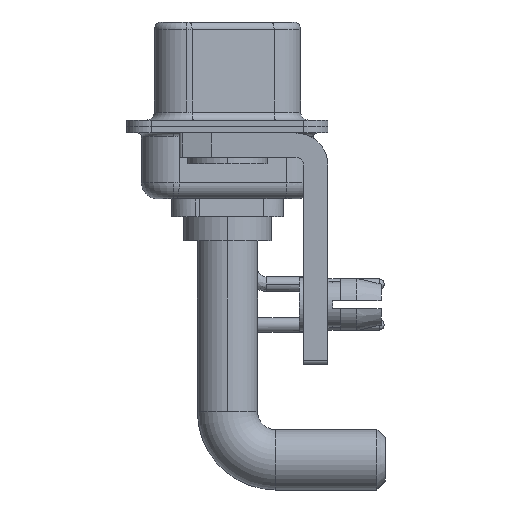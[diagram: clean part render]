
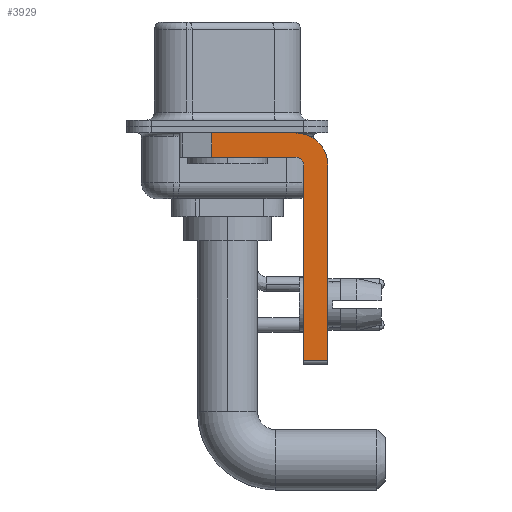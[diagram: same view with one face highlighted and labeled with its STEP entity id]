
A CAD part, left-side view. The second image highlights one B-rep face of the part: STEP entity #3929.
In plain terms, the highlighted planar face has unit normal (-1, 0, 0).
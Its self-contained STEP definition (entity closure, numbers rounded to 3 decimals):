
#39 = DIRECTION ( 'NONE',  ( 1., 0., 0. ) ) ;
#113 = VERTEX_POINT ( 'NONE', #20489 ) ;
#189 = ORIENTED_EDGE ( 'NONE', *, *, #15941, .F. ) ;
#1122 = AXIS2_PLACEMENT_3D ( 'NONE', #15094, #39, #10699 ) ;
#2725 = VERTEX_POINT ( 'NONE', #15495 ) ;
#2786 = ORIENTED_EDGE ( 'NONE', *, *, #4418, .F. ) ;
#3278 = LINE ( 'NONE', #20590, #20409 ) ;
#3279 = CARTESIAN_POINT ( 'NONE',  ( -2.9, -4.25, -2.4 ) ) ;
#3666 = DIRECTION ( 'NONE',  ( 0., 1., 0. ) ) ;
#3890 = AXIS2_PLACEMENT_3D ( 'NONE', #3279, #11973, #14241 ) ;
#3929 = ADVANCED_FACE ( 'NONE', ( #25690 ), #23450, .F. ) ;
#4304 = EDGE_CURVE ( 'NONE', #113, #2725, #22719, .T. ) ;
#4418 = EDGE_CURVE ( 'NONE', #15747, #15863, #10528, .T. ) ;
#5130 = LINE ( 'NONE', #16891, #11371 ) ;
#5555 = DIRECTION ( 'NONE',  ( 0., 0., -1. ) ) ;
#5723 = LINE ( 'NONE', #23307, #27349 ) ;
#5783 = VECTOR ( 'NONE', #5555, 1000. ) ;
#6005 = DIRECTION ( 'NONE',  ( 0., -1., 0. ) ) ;
#6038 = ORIENTED_EDGE ( 'NONE', *, *, #18646, .F. ) ;
#6107 = VERTEX_POINT ( 'NONE', #19340 ) ;
#6238 = VECTOR ( 'NONE', #27805, 1000. ) ;
#6514 = EDGE_CURVE ( 'NONE', #7360, #6107, #25167, .T. ) ;
#7203 = ORIENTED_EDGE ( 'NONE', *, *, #6514, .F. ) ;
#7360 = VERTEX_POINT ( 'NONE', #10053 ) ;
#8052 = LINE ( 'NONE', #10045, #24865 ) ;
#10045 = CARTESIAN_POINT ( 'NONE',  ( -2.9, -4.75, -14.8 ) ) ;
#10053 = CARTESIAN_POINT ( 'NONE',  ( -2.9, -4.75, -2.4 ) ) ;
#10528 = LINE ( 'NONE', #19166, #6238 ) ;
#10699 = DIRECTION ( 'NONE',  ( 0., 0., -1. ) ) ;
#11371 = VECTOR ( 'NONE', #3666, 1000. ) ;
#11458 = ORIENTED_EDGE ( 'NONE', *, *, #21959, .T. ) ;
#11464 = EDGE_CURVE ( 'NONE', #14769, #15747, #14816, .T. ) ;
#11973 = DIRECTION ( 'NONE',  ( -1., 0., 0. ) ) ;
#12103 = CARTESIAN_POINT ( 'NONE',  ( -2.9, 0.978, -1.9 ) ) ;
#13864 = EDGE_LOOP ( 'NONE', ( #6038, #18629, #24703, #7203, #189, #11458, #2786, #17922 ) ) ;
#14241 = DIRECTION ( 'NONE',  ( 0., 0., 1. ) ) ;
#14588 = CARTESIAN_POINT ( 'NONE',  ( -2.9, -6.25, -14.55 ) ) ;
#14657 = DIRECTION ( 'NONE',  ( 0., -1., 0. ) ) ;
#14769 = VERTEX_POINT ( 'NONE', #23842 ) ;
#14785 = DIRECTION ( 'NONE',  ( 0., 0., -1. ) ) ;
#14816 = CIRCLE ( 'NONE', #15713, 2. ) ;
#15094 = CARTESIAN_POINT ( 'NONE',  ( -2.9, -4.25, -2.4 ) ) ;
#15495 = CARTESIAN_POINT ( 'NONE',  ( -2.9, 0.978, -1.9 ) ) ;
#15713 = AXIS2_PLACEMENT_3D ( 'NONE', #17054, #19157, #14785 ) ;
#15747 = VERTEX_POINT ( 'NONE', #26885 ) ;
#15863 = VERTEX_POINT ( 'NONE', #14588 ) ;
#15941 = EDGE_CURVE ( 'NONE', #17931, #7360, #8052, .T. ) ;
#16788 = EDGE_CURVE ( 'NONE', #6107, #2725, #5130, .T. ) ;
#16891 = CARTESIAN_POINT ( 'NONE',  ( -2.9, -4.25, -1.9 ) ) ;
#17054 = CARTESIAN_POINT ( 'NONE',  ( -2.9, -4.25, -2.4 ) ) ;
#17132 = CARTESIAN_POINT ( 'NONE',  ( -2.9, -4.75, -14.55 ) ) ;
#17922 = ORIENTED_EDGE ( 'NONE', *, *, #11464, .F. ) ;
#17931 = VERTEX_POINT ( 'NONE', #17132 ) ;
#18629 = ORIENTED_EDGE ( 'NONE', *, *, #4304, .T. ) ;
#18646 = EDGE_CURVE ( 'NONE', #113, #14769, #3278, .T. ) ;
#19157 = DIRECTION ( 'NONE',  ( 1., 0., 0. ) ) ;
#19166 = CARTESIAN_POINT ( 'NONE',  ( -2.9, -6.25, -2.4 ) ) ;
#19340 = CARTESIAN_POINT ( 'NONE',  ( -2.9, -4.25, -1.9 ) ) ;
#20409 = VECTOR ( 'NONE', #14657, 1000. ) ;
#20489 = CARTESIAN_POINT ( 'NONE',  ( -2.9, 0.978, -0.4 ) ) ;
#20590 = CARTESIAN_POINT ( 'NONE',  ( -2.9, 3., -0.4 ) ) ;
#20940 = DIRECTION ( 'NONE',  ( 0., 0., 1. ) ) ;
#21959 = EDGE_CURVE ( 'NONE', #17931, #15863, #5723, .T. ) ;
#22719 = LINE ( 'NONE', #12103, #5783 ) ;
#23307 = CARTESIAN_POINT ( 'NONE',  ( -2.9, -4.25, -14.55 ) ) ;
#23450 = PLANE ( 'NONE',  #1122 ) ;
#23842 = CARTESIAN_POINT ( 'NONE',  ( -2.9, -4.25, -0.4 ) ) ;
#24703 = ORIENTED_EDGE ( 'NONE', *, *, #16788, .F. ) ;
#24865 = VECTOR ( 'NONE', #20940, 1000. ) ;
#25167 = CIRCLE ( 'NONE', #3890, 0.5 ) ;
#25690 = FACE_OUTER_BOUND ( 'NONE', #13864, .T. ) ;
#26885 = CARTESIAN_POINT ( 'NONE',  ( -2.9, -6.25, -2.4 ) ) ;
#27349 = VECTOR ( 'NONE', #6005, 1000. ) ;
#27805 = DIRECTION ( 'NONE',  ( 0., 0., -1. ) ) ;
